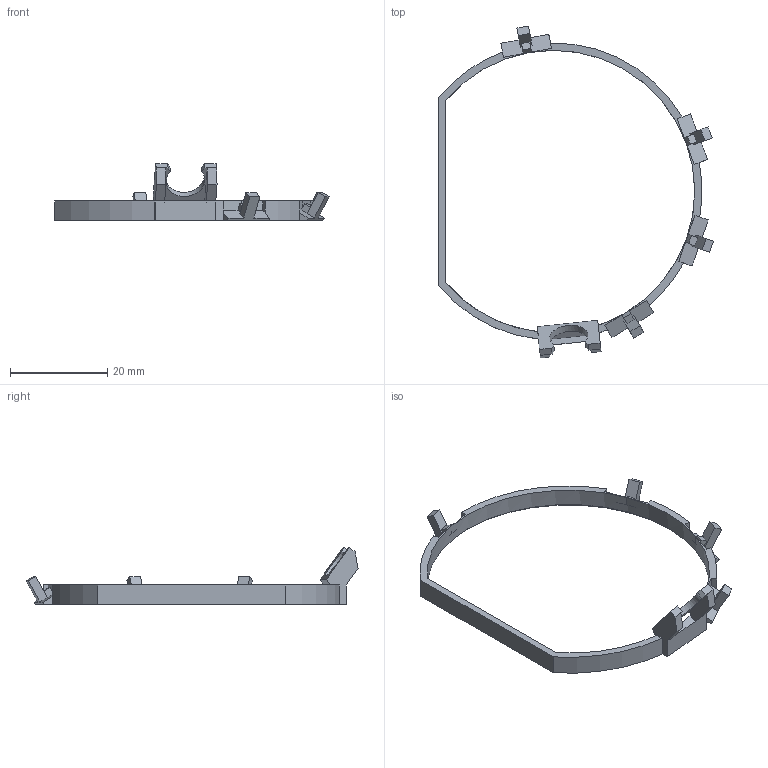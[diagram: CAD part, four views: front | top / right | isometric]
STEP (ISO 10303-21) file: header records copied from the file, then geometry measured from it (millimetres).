
FILE_DESCRIPTION(/* description */ (''),/* implementation_level */ '2;1');
FILE_NAME(/* name */ 'Index-EyetrackVRv4.step',/* time_stamp */ '2023-09-10T17:53:11-04:00',/* author */ (''),/* organization */ (''),/* preprocessor_version */ 'ST-DEVELOPER v20',/* originating_system */ 'Autodesk Translation Framework v12.9.0.99',/* authorisation */ '');
FILE_SCHEMA (('AUTOMOTIVE_DESIGN { 1 0 10303 214 3 1 1 }'));
Length unit declared in the file: millimetre
Products named in the file (1): Index-EyetrackVRv4
Bounding box: 56.45 x 68.22 x 11.69 mm (x, y, z)
Volume: 1299.3 mm3; surface area: 2552.8 mm2
Topology: 1 solids, 1 shells, 105 faces, 286 edges, 180 vertices
Faces by surface type: plane 96, cylinder 8, cone 1
Entity records: 3300 total; most frequent: CARTESIAN_POINT 582, ORIENTED_EDGE 580, DIRECTION 525, EDGE_CURVE 290, LINE 263, VECTOR 263, VERTEX_POINT 180, AXIS2_PLACEMENT_3D 131
